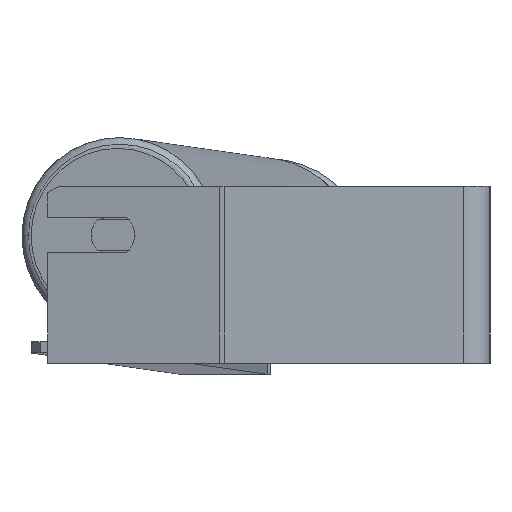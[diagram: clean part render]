
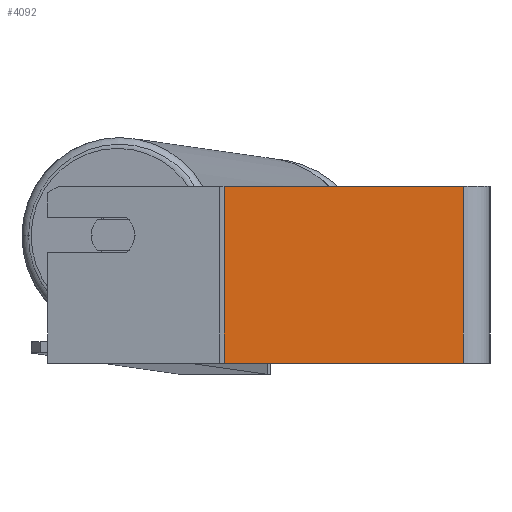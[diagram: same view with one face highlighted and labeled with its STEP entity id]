
A CAD part, left-side view. The second image highlights one B-rep face of the part: STEP entity #4092.
In plain terms, the highlighted planar face has unit normal (-1, 0, 0).
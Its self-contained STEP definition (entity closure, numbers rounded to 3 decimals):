
#184 = EDGE_CURVE ( 'NONE', #8834, #2880, #1561, .T. ) ;
#201 = ORIENTED_EDGE ( 'NONE', *, *, #3108, .F. ) ;
#593 = VECTOR ( 'NONE', #3579, 1000. ) ;
#645 = CARTESIAN_POINT ( 'NONE',  ( -620., 121.339, 40. ) ) ;
#686 = DIRECTION ( 'NONE',  ( 1., 0., 0. ) ) ;
#1017 = CARTESIAN_POINT ( 'NONE',  ( -620., 121.339, -40. ) ) ;
#1225 = EDGE_CURVE ( 'NONE', #5184, #8834, #4265, .T. ) ;
#1561 = LINE ( 'NONE', #1017, #3040 ) ;
#1817 = CARTESIAN_POINT ( 'NONE',  ( -620., 120.289, 40. ) ) ;
#2364 = EDGE_LOOP ( 'NONE', ( #8004, #201, #7843, #6401 ) ) ;
#2556 = DIRECTION ( 'NONE',  ( 0., -1., 0. ) ) ;
#2880 = VERTEX_POINT ( 'NONE', #3142 ) ;
#2999 = VERTEX_POINT ( 'NONE', #5519 ) ;
#3040 = VECTOR ( 'NONE', #5078, 1000. ) ;
#3108 = EDGE_CURVE ( 'NONE', #2999, #2880, #8350, .T. ) ;
#3142 = CARTESIAN_POINT ( 'NONE',  ( -620., 12., -40. ) ) ;
#3579 = DIRECTION ( 'NONE',  ( 0., 0., -1. ) ) ;
#3679 = DIRECTION ( 'NONE',  ( 0., 0., -1. ) ) ;
#4092 = ADVANCED_FACE ( 'NONE', ( #8354 ), #8955, .F. ) ;
#4175 = CARTESIAN_POINT ( 'NONE',  ( -620., 120.289, 40. ) ) ;
#4265 = LINE ( 'NONE', #4175, #593 ) ;
#5078 = DIRECTION ( 'NONE',  ( 0., -1., 0. ) ) ;
#5184 = VERTEX_POINT ( 'NONE', #1817 ) ;
#5519 = CARTESIAN_POINT ( 'NONE',  ( -620., 12., 40. ) ) ;
#5837 = VECTOR ( 'NONE', #3679, 1000. ) ;
#5861 = AXIS2_PLACEMENT_3D ( 'NONE', #645, #686, #8860 ) ;
#5984 = CARTESIAN_POINT ( 'NONE',  ( -620., 120.289, -40. ) ) ;
#6401 = ORIENTED_EDGE ( 'NONE', *, *, #1225, .T. ) ;
#7278 = CARTESIAN_POINT ( 'NONE',  ( -620., 121.339, 40. ) ) ;
#7529 = EDGE_CURVE ( 'NONE', #5184, #2999, #8826, .T. ) ;
#7843 = ORIENTED_EDGE ( 'NONE', *, *, #7529, .F. ) ;
#8004 = ORIENTED_EDGE ( 'NONE', *, *, #184, .T. ) ;
#8084 = VECTOR ( 'NONE', #2556, 1000. ) ;
#8350 = LINE ( 'NONE', #8483, #5837 ) ;
#8354 = FACE_OUTER_BOUND ( 'NONE', #2364, .T. ) ;
#8483 = CARTESIAN_POINT ( 'NONE',  ( -620., 12., 40. ) ) ;
#8826 = LINE ( 'NONE', #7278, #8084 ) ;
#8834 = VERTEX_POINT ( 'NONE', #5984 ) ;
#8860 = DIRECTION ( 'NONE',  ( 0., 1., 0. ) ) ;
#8955 = PLANE ( 'NONE',  #5861 ) ;
